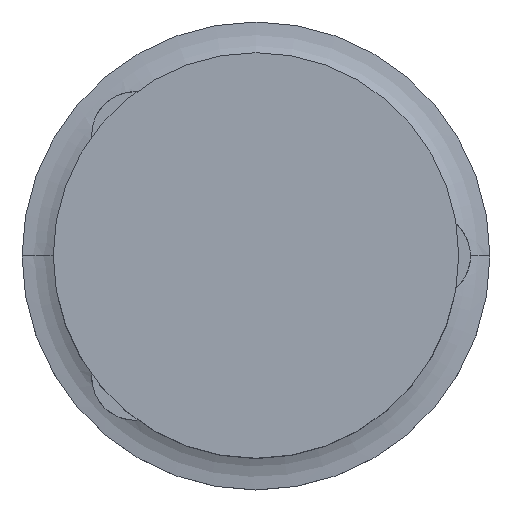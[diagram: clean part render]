
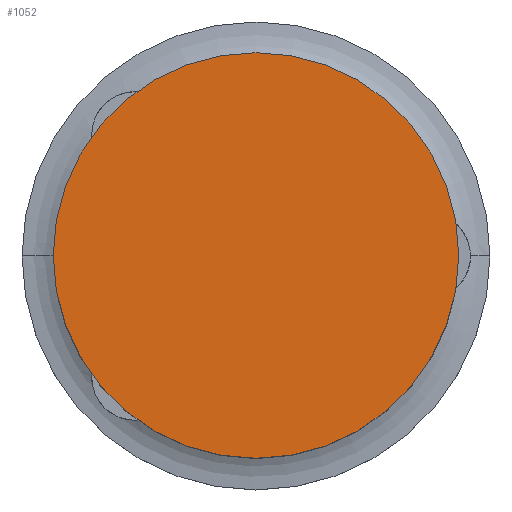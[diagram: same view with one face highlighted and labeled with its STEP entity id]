
A CAD part, top view. The second image highlights one B-rep face of the part: STEP entity #1052.
In plain terms, the highlighted planar face has unit normal (0, 0, 1).
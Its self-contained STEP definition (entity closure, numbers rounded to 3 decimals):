
#36 = DIRECTION ( 'NONE',  ( 1., 0., 0. ) ) ;
#159 = CIRCLE ( 'NONE', #1531, 13. ) ;
#380 = EDGE_CURVE ( 'NONE', #832, #1494, #159, .T. ) ;
#471 = CARTESIAN_POINT ( 'NONE',  ( -13., 0., 20. ) ) ;
#528 = PLANE ( 'NONE',  #910 ) ;
#545 = DIRECTION ( 'NONE',  ( 0., 0., 1. ) ) ;
#683 = ORIENTED_EDGE ( 'NONE', *, *, #1015, .T. ) ;
#832 = VERTEX_POINT ( 'NONE', #471 ) ;
#846 = DIRECTION ( 'NONE',  ( 1., 0., 0. ) ) ;
#879 = FACE_OUTER_BOUND ( 'NONE', #1216, .T. ) ;
#910 = AXIS2_PLACEMENT_3D ( 'NONE', #1023, #1767, #846 ) ;
#921 = DIRECTION ( 'NONE',  ( 0., 0., 1. ) ) ;
#1015 = EDGE_CURVE ( 'NONE', #1494, #832, #2213, .T. ) ;
#1023 = CARTESIAN_POINT ( 'NONE',  ( 0., 0., 20. ) ) ;
#1052 = ADVANCED_FACE ( 'NONE', ( #879 ), #528, .T. ) ;
#1083 = DIRECTION ( 'NONE',  ( 1., 0., 0. ) ) ;
#1216 = EDGE_LOOP ( 'NONE', ( #1615, #683 ) ) ;
#1263 = CARTESIAN_POINT ( 'NONE',  ( 0., 0., 20. ) ) ;
#1494 = VERTEX_POINT ( 'NONE', #1507 ) ;
#1507 = CARTESIAN_POINT ( 'NONE',  ( 13., 0., 20. ) ) ;
#1531 = AXIS2_PLACEMENT_3D ( 'NONE', #1263, #921, #36 ) ;
#1615 = ORIENTED_EDGE ( 'NONE', *, *, #380, .T. ) ;
#1767 = DIRECTION ( 'NONE',  ( 0., 0., 1. ) ) ;
#1950 = AXIS2_PLACEMENT_3D ( 'NONE', #2254, #545, #1083 ) ;
#2213 = CIRCLE ( 'NONE', #1950, 13. ) ;
#2254 = CARTESIAN_POINT ( 'NONE',  ( 0., 0., 20. ) ) ;
